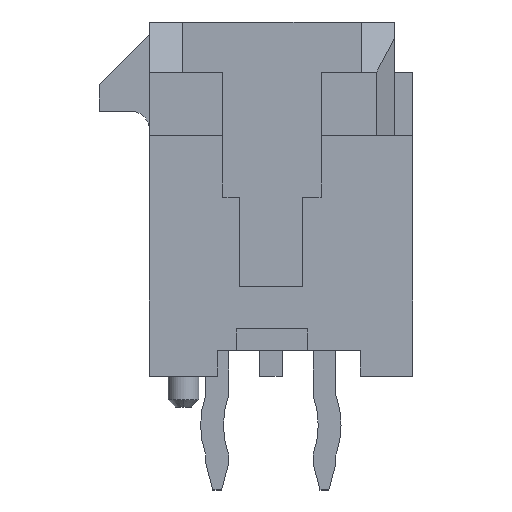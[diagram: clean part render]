
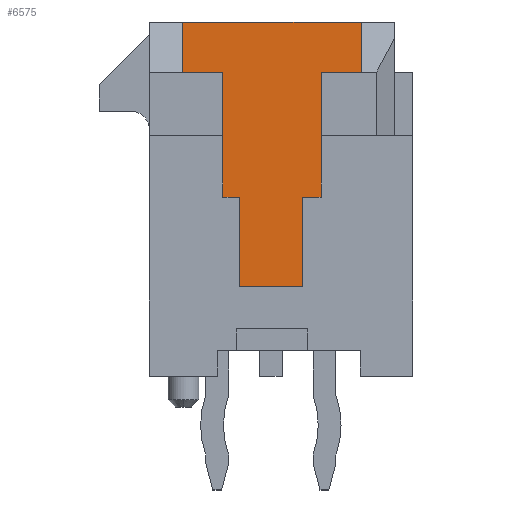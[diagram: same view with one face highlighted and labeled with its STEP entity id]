
A CAD part, left-side view. The second image highlights one B-rep face of the part: STEP entity #6575.
In plain terms, the highlighted planar face has unit normal (-1, 0, 0).
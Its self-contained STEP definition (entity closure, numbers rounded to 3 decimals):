
#183 = ORIENTED_EDGE ( 'NONE', *, *, #9361, .F. ) ;
#223 = VERTEX_POINT ( 'NONE', #3405 ) ;
#296 = EDGE_CURVE ( 'NONE', #2688, #7291, #5946, .T. ) ;
#324 = ORIENTED_EDGE ( 'NONE', *, *, #6374, .F. ) ;
#495 = ORIENTED_EDGE ( 'NONE', *, *, #1267, .T. ) ;
#518 = ORIENTED_EDGE ( 'NONE', *, *, #1760, .F. ) ;
#716 = DIRECTION ( 'NONE',  ( -1., 0., 0. ) ) ;
#762 = VECTOR ( 'NONE', #9342, 1000. ) ;
#871 = EDGE_CURVE ( 'NONE', #9445, #6452, #4112, .T. ) ;
#902 = LINE ( 'NONE', #3474, #8498 ) ;
#930 = CARTESIAN_POINT ( 'NONE',  ( -4.925, 2.47, 3.55 ) ) ;
#1087 = ORIENTED_EDGE ( 'NONE', *, *, #296, .F. ) ;
#1125 = VERTEX_POINT ( 'NONE', #7627 ) ;
#1168 = CARTESIAN_POINT ( 'NONE',  ( -4.925, -1.405, 3.55 ) ) ;
#1267 = EDGE_CURVE ( 'NONE', #3066, #2207, #3746, .T. ) ;
#1402 = VECTOR ( 'NONE', #3277, 1000. ) ;
#1720 = CARTESIAN_POINT ( 'NONE',  ( -4.925, -2.53, 3.55 ) ) ;
#1760 = EDGE_CURVE ( 'NONE', #8905, #2688, #7048, .T. ) ;
#1863 = ORIENTED_EDGE ( 'NONE', *, *, #3968, .F. ) ;
#1925 = CARTESIAN_POINT ( 'NONE',  ( -4.925, 2.47, 3.55 ) ) ;
#1943 = EDGE_CURVE ( 'NONE', #223, #9445, #7374, .T. ) ;
#2024 = DIRECTION ( 'NONE',  ( 0., 0., 1. ) ) ;
#2073 = DIRECTION ( 'NONE',  ( 0., 1., 0. ) ) ;
#2206 = CARTESIAN_POINT ( 'NONE',  ( -4.925, 2.47, 3.55 ) ) ;
#2207 = VERTEX_POINT ( 'NONE', #2554 ) ;
#2438 = LINE ( 'NONE', #7733, #4999 ) ;
#2554 = CARTESIAN_POINT ( 'NONE',  ( -4.925, -2.53, 3.55 ) ) ;
#2592 = VECTOR ( 'NONE', #6091, 1000. ) ;
#2688 = VERTEX_POINT ( 'NONE', #8800 ) ;
#2723 = FACE_OUTER_BOUND ( 'NONE', #9029, .T. ) ;
#2782 = VERTEX_POINT ( 'NONE', #7443 ) ;
#2802 = ORIENTED_EDGE ( 'NONE', *, *, #871, .T. ) ;
#3066 = VERTEX_POINT ( 'NONE', #1168 ) ;
#3140 = ORIENTED_EDGE ( 'NONE', *, *, #4185, .F. ) ;
#3141 = ORIENTED_EDGE ( 'NONE', *, *, #1943, .T. ) ;
#3216 = VECTOR ( 'NONE', #5145, 1000. ) ;
#3277 = DIRECTION ( 'NONE',  ( 0., 0., -1. ) ) ;
#3405 = CARTESIAN_POINT ( 'NONE',  ( -4.925, 2.47, 4.95 ) ) ;
#3474 = CARTESIAN_POINT ( 'NONE',  ( -4.925, 0.875, 0.05 ) ) ;
#3674 = CARTESIAN_POINT ( 'NONE',  ( -4.925, 2.47, 3.55 ) ) ;
#3683 = CARTESIAN_POINT ( 'NONE',  ( -4.925, 0.875, 0.05 ) ) ;
#3746 = LINE ( 'NONE', #1925, #762 ) ;
#3968 = EDGE_CURVE ( 'NONE', #223, #2782, #8835, .T. ) ;
#4076 = EDGE_CURVE ( 'NONE', #2782, #2207, #6993, .T. ) ;
#4112 = LINE ( 'NONE', #6723, #5170 ) ;
#4185 = EDGE_CURVE ( 'NONE', #3066, #6857, #8711, .T. ) ;
#4353 = PLANE ( 'NONE',  #6794 ) ;
#4604 = CARTESIAN_POINT ( 'NONE',  ( -4.925, 1.345, 0.05 ) ) ;
#4999 = VECTOR ( 'NONE', #6265, 1000. ) ;
#5013 = EDGE_CURVE ( 'NONE', #7291, #6627, #9240, .T. ) ;
#5070 = CARTESIAN_POINT ( 'NONE',  ( -4.925, 0.875, -2.45 ) ) ;
#5145 = DIRECTION ( 'NONE',  ( 0., 0., -1. ) ) ;
#5170 = VECTOR ( 'NONE', #8185, 1000. ) ;
#5192 = DIRECTION ( 'NONE',  ( 0., 0., 1. ) ) ;
#5197 = CARTESIAN_POINT ( 'NONE',  ( -4.925, -0.875, 0.05 ) ) ;
#5223 = VECTOR ( 'NONE', #6038, 1000. ) ;
#5580 = CARTESIAN_POINT ( 'NONE',  ( -4.925, 0.875, -2.7 ) ) ;
#5652 = CARTESIAN_POINT ( 'NONE',  ( -4.925, 1.345, 3.55 ) ) ;
#5762 = DIRECTION ( 'NONE',  ( 0., 1., 0. ) ) ;
#5946 = LINE ( 'NONE', #6490, #8212 ) ;
#5990 = ORIENTED_EDGE ( 'NONE', *, *, #4076, .F. ) ;
#6038 = DIRECTION ( 'NONE',  ( 0., 0., 1. ) ) ;
#6091 = DIRECTION ( 'NONE',  ( 0., 0., -1. ) ) ;
#6247 = CARTESIAN_POINT ( 'NONE',  ( -4.925, -1.405, 3.55 ) ) ;
#6265 = DIRECTION ( 'NONE',  ( 0., 1., 0. ) ) ;
#6276 = DIRECTION ( 'NONE',  ( 0., 0., -1. ) ) ;
#6361 = CARTESIAN_POINT ( 'NONE',  ( -4.925, -1.405, 0.05 ) ) ;
#6374 = EDGE_CURVE ( 'NONE', #6627, #1125, #902, .T. ) ;
#6444 = CARTESIAN_POINT ( 'NONE',  ( -4.925, 2.47, 4.95 ) ) ;
#6452 = VERTEX_POINT ( 'NONE', #5652 ) ;
#6490 = CARTESIAN_POINT ( 'NONE',  ( -4.925, -0.875, -2.7 ) ) ;
#6575 = ADVANCED_FACE ( 'NONE', ( #2723 ), #4353, .T. ) ;
#6627 = VERTEX_POINT ( 'NONE', #3683 ) ;
#6708 = ORIENTED_EDGE ( 'NONE', *, *, #8475, .F. ) ;
#6723 = CARTESIAN_POINT ( 'NONE',  ( -4.925, 2.47, 3.55 ) ) ;
#6755 = VECTOR ( 'NONE', #6276, 1000. ) ;
#6794 = AXIS2_PLACEMENT_3D ( 'NONE', #2206, #716, #5192 ) ;
#6857 = VERTEX_POINT ( 'NONE', #6361 ) ;
#6993 = LINE ( 'NONE', #1720, #2592 ) ;
#7048 = LINE ( 'NONE', #9265, #1402 ) ;
#7289 = VECTOR ( 'NONE', #2024, 1000. ) ;
#7291 = VERTEX_POINT ( 'NONE', #5580 ) ;
#7374 = LINE ( 'NONE', #3674, #3216 ) ;
#7384 = LINE ( 'NONE', #4604, #5223 ) ;
#7443 = CARTESIAN_POINT ( 'NONE',  ( -4.925, -2.53, 4.95 ) ) ;
#7627 = CARTESIAN_POINT ( 'NONE',  ( -4.925, 1.345, 0.05 ) ) ;
#7733 = CARTESIAN_POINT ( 'NONE',  ( -4.925, -1.405, 0.05 ) ) ;
#8185 = DIRECTION ( 'NONE',  ( 0., -1., 0. ) ) ;
#8212 = VECTOR ( 'NONE', #2073, 1000. ) ;
#8475 = EDGE_CURVE ( 'NONE', #6857, #8905, #2438, .T. ) ;
#8498 = VECTOR ( 'NONE', #5762, 1000. ) ;
#8711 = LINE ( 'NONE', #6247, #6755 ) ;
#8743 = DIRECTION ( 'NONE',  ( 0., -1., 0. ) ) ;
#8800 = CARTESIAN_POINT ( 'NONE',  ( -4.925, -0.875, -2.7 ) ) ;
#8835 = LINE ( 'NONE', #6444, #8939 ) ;
#8905 = VERTEX_POINT ( 'NONE', #5197 ) ;
#8939 = VECTOR ( 'NONE', #8743, 1000. ) ;
#9029 = EDGE_LOOP ( 'NONE', ( #1863, #3141, #2802, #183, #324, #9045, #1087, #518, #6708, #3140, #495, #5990 ) ) ;
#9045 = ORIENTED_EDGE ( 'NONE', *, *, #5013, .F. ) ;
#9240 = LINE ( 'NONE', #5070, #7289 ) ;
#9265 = CARTESIAN_POINT ( 'NONE',  ( -4.925, -0.875, 0.05 ) ) ;
#9342 = DIRECTION ( 'NONE',  ( 0., -1., 0. ) ) ;
#9361 = EDGE_CURVE ( 'NONE', #1125, #6452, #7384, .T. ) ;
#9445 = VERTEX_POINT ( 'NONE', #930 ) ;
